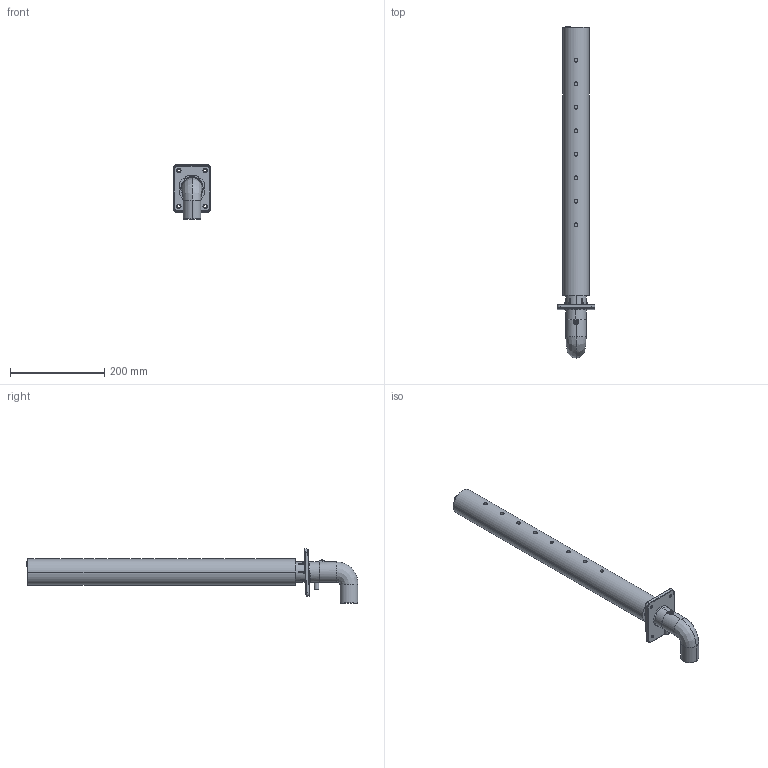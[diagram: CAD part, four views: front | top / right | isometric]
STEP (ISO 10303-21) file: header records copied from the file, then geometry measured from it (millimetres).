
FILE_DESCRIPTION((''),'2;1');
FILE_NAME('INGOMBRI_DISTR_ESTR','2023-03-07T',('mcortina'),(''),'CREO PARAMETRIC BY PTC INC, 2016050','CREO PARAMETRIC BY PTC INC, 2016050','');
FILE_SCHEMA(('AUTOMOTIVE_DESIGN { 1 0 10303 214 1 1 1 1 }'));
Length unit declared in the file: millimetre
Products named in the file (1): INGOMBRI_DISTR_ESTR
Bounding box: 80.49 x 705.87 x 115.22 mm (x, y, z)
Volume: 1675953.6 mm3; surface area: 154958.5 mm2
Topology: 1 solids, 1 shells, 233 faces, 612 edges, 397 vertices
Faces by surface type: plane 87, cylinder 77, bspline 52, cone 8, torus 5, sphere 4
Entity records: 11497 total; most frequent: CARTESIAN_POINT 5962, ORIENTED_EDGE 1224, DIRECTION 980, EDGE_CURVE 612, VERTEX_POINT 397, AXIS2_PLACEMENT_3D 379, EDGE_LOOP 275, FACE_OUTER_BOUND 233
